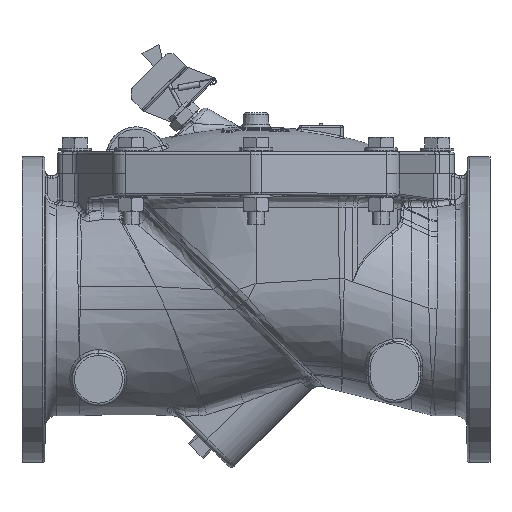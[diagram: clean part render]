
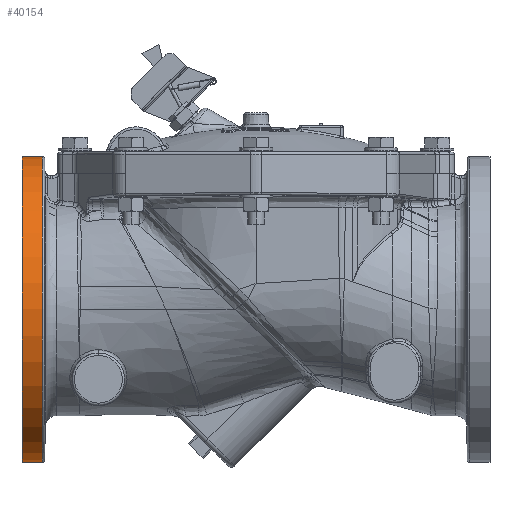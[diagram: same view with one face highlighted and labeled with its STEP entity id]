
A CAD part, top view. The second image highlights one B-rep face of the part: STEP entity #40154.
In plain terms, the highlighted cylindrical face has radius 203.2 mm (diameter 406.4 mm), a partial arc.
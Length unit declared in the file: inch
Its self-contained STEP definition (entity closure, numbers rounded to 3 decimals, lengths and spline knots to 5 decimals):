
#1456=CARTESIAN_POINT('',(-12.25,0.,0.));
#1457=DIRECTION('',(1.,0.,0.));
#1458=DIRECTION('',(0.,1.,0.));
#1459=AXIS2_PLACEMENT_3D('',#1456,#1457,#1458);
#1461=CARTESIAN_POINT('',(-11.18559,0.,0.));
#1462=DIRECTION('',(-1.,0.,0.));
#1463=DIRECTION('',(0.,-1.,0.));
#1464=AXIS2_PLACEMENT_3D('',#1461,#1462,#1463);
#1471=DIRECTION('',(-1.,0.,0.));
#1472=VECTOR('',#1471,1.06441);
#1473=CARTESIAN_POINT('',(-11.18559,-8.,0.));
#1474=LINE('',#1473,#1472);
#1480=DIRECTION('',(-1.,0.,0.));
#1481=VECTOR('',#1480,1.06441);
#1482=CARTESIAN_POINT('',(-11.18559,8.,0.));
#1483=LINE('',#1482,#1481);
#37638=CARTESIAN_POINT('',(-11.18559,8.,0.));
#37639=CARTESIAN_POINT('',(-11.18559,-8.,0.));
#37640=VERTEX_POINT('',#37638);
#37641=VERTEX_POINT('',#37639);
#37658=CARTESIAN_POINT('',(-12.25,8.,0.));
#37659=CARTESIAN_POINT('',(-12.25,-8.,0.));
#37660=VERTEX_POINT('',#37658);
#37661=VERTEX_POINT('',#37659);
#40140=CARTESIAN_POINT('',(-13.71589,0.,0.));
#40141=DIRECTION('',(1.,0.,0.));
#40142=DIRECTION('',(0.,-1.,0.));
#40143=AXIS2_PLACEMENT_3D('',#40140,#40141,#40142);
#40144=CYLINDRICAL_SURFACE('',#40143,8.);
#40145=ORIENTED_EDGE('',*,*,#40049,.F.);
#40147=ORIENTED_EDGE('',*,*,#40146,.F.);
#40149=ORIENTED_EDGE('',*,*,#40148,.F.);
#40151=ORIENTED_EDGE('',*,*,#40150,.T.);
#40152=EDGE_LOOP('',(#40145,#40147,#40149,#40151));
#40153=FACE_OUTER_BOUND('',#40152,.F.);
#1460=CIRCLE('',#1459,8.);
#1465=CIRCLE('',#1464,8.);
#40049=EDGE_CURVE('',#37660,#37661,#1460,.T.);
#40146=EDGE_CURVE('',#37640,#37660,#1483,.T.);
#40148=EDGE_CURVE('',#37641,#37640,#1465,.T.);
#40150=EDGE_CURVE('',#37641,#37661,#1474,.T.);
#40154=ADVANCED_FACE('',(#40153),#40144,.T.);
